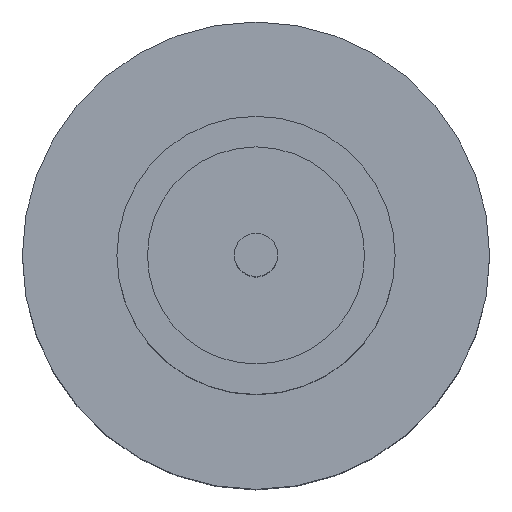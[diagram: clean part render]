
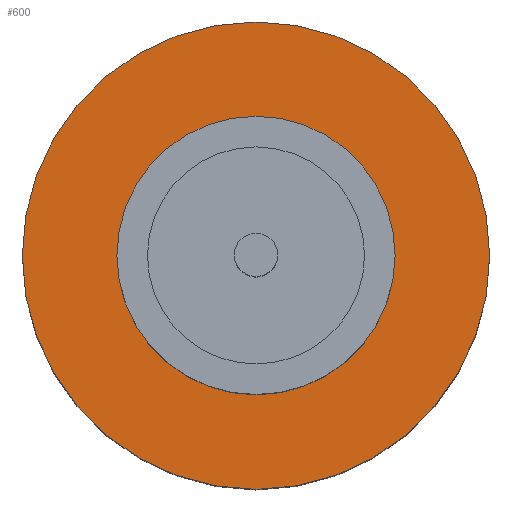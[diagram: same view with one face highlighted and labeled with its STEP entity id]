
A CAD part, top view. The second image highlights one B-rep face of the part: STEP entity #600.
In plain terms, the highlighted planar face has unit normal (0, 0, 1).
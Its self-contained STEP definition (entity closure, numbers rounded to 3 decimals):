
#101 = EDGE_LOOP ( 'NONE', ( #607, #314 ) ) ;
#162 = CARTESIAN_POINT ( 'NONE',  ( 0., 0., 1.55 ) ) ;
#163 = DIRECTION ( 'NONE',  ( 0., 0., 1. ) ) ;
#167 = VERTEX_POINT ( 'NONE', #426 ) ;
#171 = EDGE_CURVE ( 'NONE', #518, #284, #282, .T. ) ;
#193 = EDGE_CURVE ( 'NONE', #167, #784, #429, .T. ) ;
#213 = PLANE ( 'NONE',  #449 ) ;
#235 = CARTESIAN_POINT ( 'NONE',  ( 0., 0., 1.55 ) ) ;
#282 = CIRCLE ( 'NONE', #589, 1.25 ) ;
#284 = VERTEX_POINT ( 'NONE', #507 ) ;
#289 = CARTESIAN_POINT ( 'NONE',  ( 0., 0., 1.55 ) ) ;
#311 = ORIENTED_EDGE ( 'NONE', *, *, #171, .F. ) ;
#314 = ORIENTED_EDGE ( 'NONE', *, *, #826, .T. ) ;
#321 = AXIS2_PLACEMENT_3D ( 'NONE', #162, #750, #623 ) ;
#334 = CARTESIAN_POINT ( 'NONE',  ( -1.25, 0., 1.55 ) ) ;
#360 = CARTESIAN_POINT ( 'NONE',  ( 2.1, 0., 1.55 ) ) ;
#385 = DIRECTION ( 'NONE',  ( 0., 0., 1. ) ) ;
#413 = CARTESIAN_POINT ( 'NONE',  ( 0., 0., 1.55 ) ) ;
#416 = FACE_OUTER_BOUND ( 'NONE', #101, .T. ) ;
#426 = CARTESIAN_POINT ( 'NONE',  ( -2.1, 0., 1.55 ) ) ;
#429 = CIRCLE ( 'NONE', #515, 2.1 ) ;
#449 = AXIS2_PLACEMENT_3D ( 'NONE', #413, #695, #809 ) ;
#496 = CARTESIAN_POINT ( 'NONE',  ( 0., 0., 1.55 ) ) ;
#504 = DIRECTION ( 'NONE',  ( 1., 0., 0. ) ) ;
#507 = CARTESIAN_POINT ( 'NONE',  ( 1.25, 0., 1.55 ) ) ;
#515 = AXIS2_PLACEMENT_3D ( 'NONE', #289, #632, #504 ) ;
#518 = VERTEX_POINT ( 'NONE', #334 ) ;
#530 = AXIS2_PLACEMENT_3D ( 'NONE', #235, #385, #648 ) ;
#589 = AXIS2_PLACEMENT_3D ( 'NONE', #496, #163, #763 ) ;
#600 = ADVANCED_FACE ( 'NONE', ( #652, #416 ), #213, .T. ) ;
#607 = ORIENTED_EDGE ( 'NONE', *, *, #193, .T. ) ;
#623 = DIRECTION ( 'NONE',  ( 1., 0., 0. ) ) ;
#632 = DIRECTION ( 'NONE',  ( 0., 0., 1. ) ) ;
#648 = DIRECTION ( 'NONE',  ( 1., 0., 0. ) ) ;
#652 = FACE_BOUND ( 'NONE', #756, .T. ) ;
#653 = ORIENTED_EDGE ( 'NONE', *, *, #789, .F. ) ;
#695 = DIRECTION ( 'NONE',  ( 0., 0., 1. ) ) ;
#746 = CIRCLE ( 'NONE', #530, 2.1 ) ;
#750 = DIRECTION ( 'NONE',  ( 0., 0., 1. ) ) ;
#755 = CIRCLE ( 'NONE', #321, 1.25 ) ;
#756 = EDGE_LOOP ( 'NONE', ( #653, #311 ) ) ;
#763 = DIRECTION ( 'NONE',  ( 1., 0., 0. ) ) ;
#784 = VERTEX_POINT ( 'NONE', #360 ) ;
#789 = EDGE_CURVE ( 'NONE', #284, #518, #755, .T. ) ;
#809 = DIRECTION ( 'NONE',  ( 1., 0., 0. ) ) ;
#826 = EDGE_CURVE ( 'NONE', #784, #167, #746, .T. ) ;
